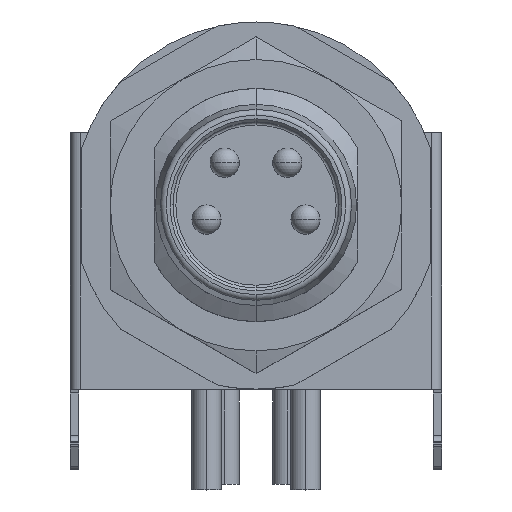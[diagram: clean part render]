
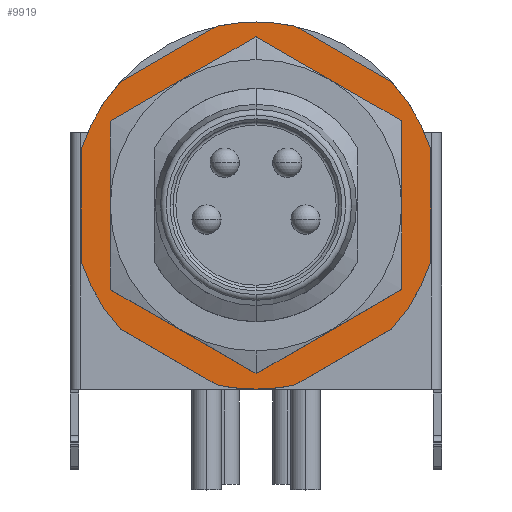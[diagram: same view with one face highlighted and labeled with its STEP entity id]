
A CAD part, top view. The second image highlights one B-rep face of the part: STEP entity #9919.
In plain terms, the highlighted planar face has unit normal (0, 0, 1).
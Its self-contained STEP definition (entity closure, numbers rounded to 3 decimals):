
#172 = VERTEX_POINT ( 'NONE', #8994 ) ;
#374 = CIRCLE ( 'NONE', #4039, 6.3 ) ;
#541 = AXIS2_PLACEMENT_3D ( 'NONE', #4904, #8441, #10967 ) ;
#697 = CARTESIAN_POINT ( 'NONE',  ( 1.336, 6.157, -12. ) ) ;
#1205 = AXIS2_PLACEMENT_3D ( 'NONE', #5511, #13133, #2071 ) ;
#1296 = DIRECTION ( 'NONE',  ( 0., 0., 1. ) ) ;
#1422 = DIRECTION ( 'NONE',  ( 0., 0., 1. ) ) ;
#1574 = DIRECTION ( 'NONE',  ( -0.212, -0.977, 0. ) ) ;
#1623 = VECTOR ( 'NONE', #11988, 1000. ) ;
#1940 = ORIENTED_EDGE ( 'NONE', *, *, #11069, .F. ) ;
#2026 = CARTESIAN_POINT ( 'NONE',  ( -4.664, -4.236, -12. ) ) ;
#2071 = DIRECTION ( 'NONE',  ( 0.74, 0.672, 0. ) ) ;
#2199 = VERTEX_POINT ( 'NONE', #11728 ) ;
#2559 = VERTEX_POINT ( 'NONE', #13815 ) ;
#2562 = LINE ( 'NONE', #13690, #12958 ) ;
#2761 = ORIENTED_EDGE ( 'NONE', *, *, #15273, .T. ) ;
#2842 = VERTEX_POINT ( 'NONE', #14296 ) ;
#2883 = EDGE_CURVE ( 'NONE', #3705, #6000, #13390, .T. ) ;
#3307 = CARTESIAN_POINT ( 'NONE',  ( -1.336, -6.157, -12. ) ) ;
#3440 = DIRECTION ( 'NONE',  ( -0.212, -0.977, 0. ) ) ;
#3548 = VECTOR ( 'NONE', #8475, 1000. ) ;
#3705 = VERTEX_POINT ( 'NONE', #3307 ) ;
#3858 = AXIS2_PLACEMENT_3D ( 'NONE', #7567, #1422, #1574 ) ;
#3922 = DIRECTION ( 'NONE',  ( -0.74, 0.672, 0. ) ) ;
#4039 = AXIS2_PLACEMENT_3D ( 'NONE', #12355, #6155, #3440 ) ;
#4078 = LINE ( 'NONE', #10226, #12977 ) ;
#4363 = DIRECTION ( 'NONE',  ( 0., 1., 0. ) ) ;
#4692 = EDGE_CURVE ( 'NONE', #6852, #9952, #8079, .T. ) ;
#4904 = CARTESIAN_POINT ( 'NONE',  ( 0., 0., -12. ) ) ;
#5161 = ORIENTED_EDGE ( 'NONE', *, *, #11712, .T. ) ;
#5170 = DIRECTION ( 'NONE',  ( 0., -1., 0. ) ) ;
#5455 = DIRECTION ( 'NONE',  ( -0.952, -0.305, 0. ) ) ;
#5477 = ORIENTED_EDGE ( 'NONE', *, *, #4692, .F. ) ;
#5511 = CARTESIAN_POINT ( 'NONE',  ( 0., 0., -12. ) ) ;
#6000 = VERTEX_POINT ( 'NONE', #2026 ) ;
#6155 = DIRECTION ( 'NONE',  ( 0., 0., 1. ) ) ;
#6302 = EDGE_CURVE ( 'NONE', #14443, #2559, #10604, .T. ) ;
#6561 = CARTESIAN_POINT ( 'NONE',  ( 6., -1.921, -12. ) ) ;
#6601 = VERTEX_POINT ( 'NONE', #6561 ) ;
#6744 = PLANE ( 'NONE',  #9844 ) ;
#6802 = DIRECTION ( 'NONE',  ( 0., 0., -1. ) ) ;
#6852 = VERTEX_POINT ( 'NONE', #697 ) ;
#6988 = FACE_OUTER_BOUND ( 'NONE', #11257, .T. ) ;
#6997 = CARTESIAN_POINT ( 'NONE',  ( -4.664, 4.236, -12. ) ) ;
#7143 = CARTESIAN_POINT ( 'NONE',  ( -6., -1.921, -12. ) ) ;
#7221 = VERTEX_POINT ( 'NONE', #9040 ) ;
#7288 = VERTEX_POINT ( 'NONE', #11798 ) ;
#7419 = EDGE_CURVE ( 'NONE', #2842, #6601, #2562, .T. ) ;
#7567 = CARTESIAN_POINT ( 'NONE',  ( 0., 0., -12. ) ) ;
#7713 = CARTESIAN_POINT ( 'NONE',  ( 0., 0., -12. ) ) ;
#7797 = DIRECTION ( 'NONE',  ( 0.952, -0.305, 0. ) ) ;
#7818 = EDGE_CURVE ( 'NONE', #2199, #172, #4078, .T. ) ;
#7870 = CIRCLE ( 'NONE', #541, 6.3 ) ;
#8056 = DIRECTION ( 'NONE',  ( 1., 0., 0. ) ) ;
#8079 = LINE ( 'NONE', #9313, #8492 ) ;
#8441 = DIRECTION ( 'NONE',  ( 0., 0., 1. ) ) ;
#8475 = DIRECTION ( 'NONE',  ( 0.866, 0.5, 0. ) ) ;
#8492 = VECTOR ( 'NONE', #11752, 1000. ) ;
#8727 = CARTESIAN_POINT ( 'NONE',  ( -4.664, 4.236, -12. ) ) ;
#8814 = AXIS2_PLACEMENT_3D ( 'NONE', #11133, #1296, #3922 ) ;
#8911 = DIRECTION ( 'NONE',  ( -0.866, -0.5, 0. ) ) ;
#8914 = EDGE_CURVE ( 'NONE', #14443, #14480, #15336, .T. ) ;
#8994 = CARTESIAN_POINT ( 'NONE',  ( 1.336, -6.157, -12. ) ) ;
#9040 = CARTESIAN_POINT ( 'NONE',  ( 0., -6.3, -12. ) ) ;
#9056 = CIRCLE ( 'NONE', #1205, 6.3 ) ;
#9145 = CARTESIAN_POINT ( 'NONE',  ( 0., 0., -12. ) ) ;
#9171 = VECTOR ( 'NONE', #4363, 1000. ) ;
#9313 = CARTESIAN_POINT ( 'NONE',  ( 1.336, 6.157, -12. ) ) ;
#9741 = EDGE_CURVE ( 'NONE', #3705, #7221, #13015, .T. ) ;
#9844 = AXIS2_PLACEMENT_3D ( 'NONE', #14432, #15827, #8056 ) ;
#9896 = EDGE_CURVE ( 'NONE', #9952, #2842, #9056, .T. ) ;
#9919 = ADVANCED_FACE ( 'NONE', ( #6988 ), #6744, .T. ) ;
#9952 = VERTEX_POINT ( 'NONE', #13298 ) ;
#10226 = CARTESIAN_POINT ( 'NONE',  ( 4.664, -4.236, -12. ) ) ;
#10604 = LINE ( 'NONE', #6997, #3548 ) ;
#10746 = LINE ( 'NONE', #7143, #9171 ) ;
#10967 = DIRECTION ( 'NONE',  ( 0.212, 0.977, 0. ) ) ;
#11069 = EDGE_CURVE ( 'NONE', #7288, #14480, #10746, .T. ) ;
#11074 = CIRCLE ( 'NONE', #14473, 6.3 ) ;
#11133 = CARTESIAN_POINT ( 'NONE',  ( 0., 0., -12. ) ) ;
#11256 = CARTESIAN_POINT ( 'NONE',  ( -6., 1.921, -12. ) ) ;
#11257 = EDGE_LOOP ( 'NONE', ( #12021, #1940, #14156, #13303, #11885, #2761, #13748, #12650, #15855, #15834, #5477, #5161, #14377 ) ) ;
#11584 = DIRECTION ( 'NONE',  ( 0., 0., 1. ) ) ;
#11712 = EDGE_CURVE ( 'NONE', #6852, #2559, #7870, .T. ) ;
#11728 = CARTESIAN_POINT ( 'NONE',  ( 4.664, -4.236, -12. ) ) ;
#11752 = DIRECTION ( 'NONE',  ( 0.866, -0.5, 0. ) ) ;
#11798 = CARTESIAN_POINT ( 'NONE',  ( -6., -1.921, -12. ) ) ;
#11885 = ORIENTED_EDGE ( 'NONE', *, *, #9741, .T. ) ;
#11988 = DIRECTION ( 'NONE',  ( -0.866, 0.5, 0. ) ) ;
#12021 = ORIENTED_EDGE ( 'NONE', *, *, #8914, .T. ) ;
#12355 = CARTESIAN_POINT ( 'NONE',  ( 0., 0., -12. ) ) ;
#12520 = AXIS2_PLACEMENT_3D ( 'NONE', #7713, #6802, #7797 ) ;
#12597 = EDGE_CURVE ( 'NONE', #6601, #2199, #15920, .T. ) ;
#12650 = ORIENTED_EDGE ( 'NONE', *, *, #12597, .F. ) ;
#12958 = VECTOR ( 'NONE', #5170, 1000. ) ;
#12977 = VECTOR ( 'NONE', #8911, 1000. ) ;
#13015 = CIRCLE ( 'NONE', #3858, 6.3 ) ;
#13133 = DIRECTION ( 'NONE',  ( 0., 0., -1. ) ) ;
#13238 = CARTESIAN_POINT ( 'NONE',  ( -1.336, -6.157, -12. ) ) ;
#13298 = CARTESIAN_POINT ( 'NONE',  ( 4.664, 4.236, -12. ) ) ;
#13303 = ORIENTED_EDGE ( 'NONE', *, *, #2883, .F. ) ;
#13390 = LINE ( 'NONE', #13238, #1623 ) ;
#13690 = CARTESIAN_POINT ( 'NONE',  ( 6., 1.921, -12. ) ) ;
#13748 = ORIENTED_EDGE ( 'NONE', *, *, #7818, .F. ) ;
#13815 = CARTESIAN_POINT ( 'NONE',  ( -1.336, 6.157, -12. ) ) ;
#14156 = ORIENTED_EDGE ( 'NONE', *, *, #14164, .T. ) ;
#14164 = EDGE_CURVE ( 'NONE', #7288, #6000, #11074, .T. ) ;
#14296 = CARTESIAN_POINT ( 'NONE',  ( 6., 1.921, -12. ) ) ;
#14377 = ORIENTED_EDGE ( 'NONE', *, *, #6302, .F. ) ;
#14432 = CARTESIAN_POINT ( 'NONE',  ( -6.388, 6.3, -12. ) ) ;
#14443 = VERTEX_POINT ( 'NONE', #8727 ) ;
#14473 = AXIS2_PLACEMENT_3D ( 'NONE', #9145, #11584, #5455 ) ;
#14480 = VERTEX_POINT ( 'NONE', #11256 ) ;
#15273 = EDGE_CURVE ( 'NONE', #7221, #172, #374, .T. ) ;
#15336 = CIRCLE ( 'NONE', #8814, 6.3 ) ;
#15827 = DIRECTION ( 'NONE',  ( 0., 0., 1. ) ) ;
#15834 = ORIENTED_EDGE ( 'NONE', *, *, #9896, .F. ) ;
#15855 = ORIENTED_EDGE ( 'NONE', *, *, #7419, .F. ) ;
#15920 = CIRCLE ( 'NONE', #12520, 6.3 ) ;
